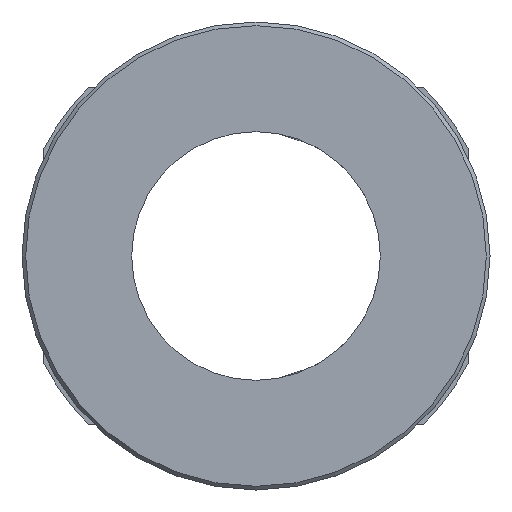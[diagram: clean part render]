
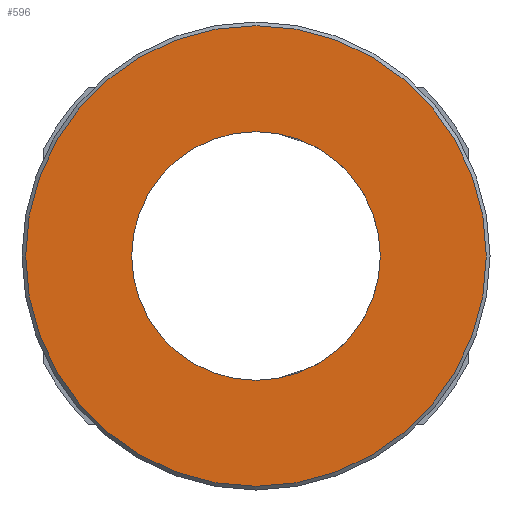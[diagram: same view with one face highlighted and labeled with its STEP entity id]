
A CAD part, left-side view. The second image highlights one B-rep face of the part: STEP entity #596.
In plain terms, the highlighted planar face has unit normal (-1, 0, 0).
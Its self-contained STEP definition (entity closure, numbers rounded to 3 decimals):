
#103=PLANE($,#649);
#132=FACE_BOUND($,#214,.T.);
#133=FACE_BOUND($,#215,.T.);
#214=EDGE_LOOP($,(#463));
#215=EDGE_LOOP($,(#464));
#267=CIRCLE($,#631,17.);
#278=CIRCLE($,#648,31.5);
#302=VERTEX_POINT($,#879);
#321=VERTEX_POINT($,#1071);
#361=EDGE_CURVE($,#302,#302,#267,.T.);
#380=EDGE_CURVE($,#321,#321,#278,.T.);
#463=ORIENTED_EDGE($,*,*,#361,.T.);
#464=ORIENTED_EDGE($,*,*,#380,.F.);
#596=ADVANCED_FACE($,(#132,#133),#103,.T.);
#631=AXIS2_PLACEMENT_3D($,#880,#709,#710);
#648=AXIS2_PLACEMENT_3D($,#1072,#747,#748);
#649=AXIS2_PLACEMENT_3D($,#1073,#749,#750);
#709=DIRECTION('center_axis',(1.,0.,0.));
#710=DIRECTION('ref_axis',(0.,0.,-1.));
#747=DIRECTION('center_axis',(1.,0.,0.));
#748=DIRECTION('ref_axis',(0.,-1.,0.));
#749=DIRECTION('center_axis',(-1.,0.,0.));
#750=DIRECTION('ref_axis',(0.,0.,1.));
#879=CARTESIAN_POINT('',(0.,0.,17.));
#880=CARTESIAN_POINT('Origin',(0.,0.,0.));
#1071=CARTESIAN_POINT('',(0.,31.5,0.));
#1072=CARTESIAN_POINT('Origin',(0.,0.,0.));
#1073=CARTESIAN_POINT('Origin',(0.,24.5,0.));
